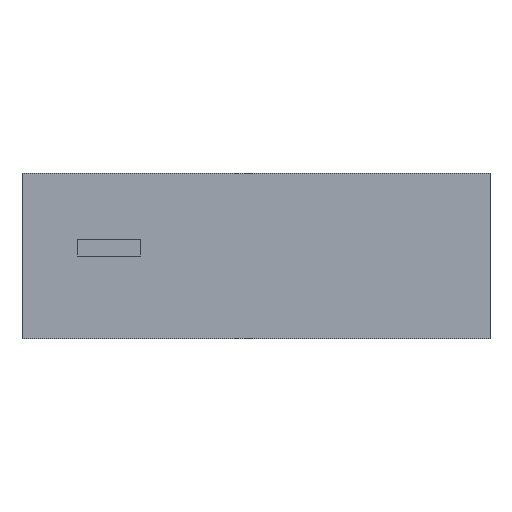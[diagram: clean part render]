
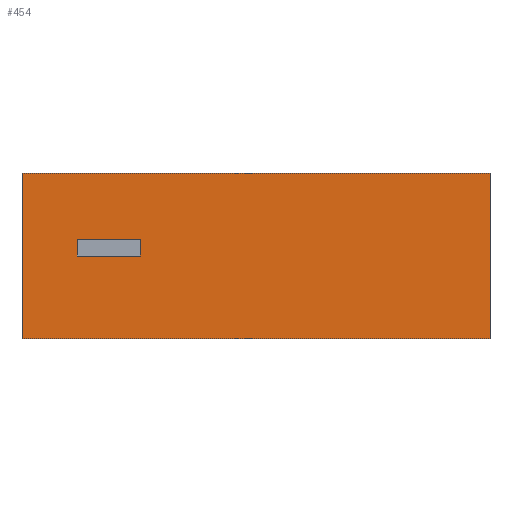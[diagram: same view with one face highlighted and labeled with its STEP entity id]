
A CAD part, left-side view. The second image highlights one B-rep face of the part: STEP entity #454.
In plain terms, the highlighted planar face has unit normal (-1, 0, 0).
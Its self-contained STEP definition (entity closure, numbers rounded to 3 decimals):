
#21=FACE_BOUND('',#68,.T.);
#44=FACE_OUTER_BOUND('',#67,.T.);
#67=EDGE_LOOP('',(#353,#354,#355,#356));
#68=EDGE_LOOP('',(#357,#358,#359,#360));
#78=LINE('',#620,#138);
#86=LINE('',#637,#146);
#121=LINE('',#708,#181);
#122=LINE('',#709,#182);
#123=LINE('',#710,#183);
#124=LINE('',#712,#184);
#125=LINE('',#714,#185);
#126=LINE('',#715,#186);
#138=VECTOR('',#511,10.);
#146=VECTOR('',#523,10.);
#181=VECTOR('',#582,10.);
#182=VECTOR('',#583,10.);
#183=VECTOR('',#584,10.);
#184=VECTOR('',#585,10.);
#185=VECTOR('',#586,10.);
#186=VECTOR('',#587,10.);
#198=VERTEX_POINT('',#617);
#199=VERTEX_POINT('',#619);
#205=VERTEX_POINT('',#634);
#206=VERTEX_POINT('',#636);
#229=VERTEX_POINT('',#706);
#230=VERTEX_POINT('',#707);
#231=VERTEX_POINT('',#711);
#232=VERTEX_POINT('',#713);
#238=EDGE_CURVE('',#198,#199,#78,.T.);
#246=EDGE_CURVE('',#206,#205,#86,.T.);
#281=EDGE_CURVE('',#229,#230,#121,.T.);
#282=EDGE_CURVE('',#199,#229,#122,.T.);
#283=EDGE_CURVE('',#230,#198,#123,.T.);
#284=EDGE_CURVE('',#231,#205,#124,.T.);
#285=EDGE_CURVE('',#232,#231,#125,.T.);
#286=EDGE_CURVE('',#206,#232,#126,.T.);
#353=ORIENTED_EDGE('',*,*,#281,.F.);
#354=ORIENTED_EDGE('',*,*,#282,.F.);
#355=ORIENTED_EDGE('',*,*,#238,.F.);
#356=ORIENTED_EDGE('',*,*,#283,.F.);
#357=ORIENTED_EDGE('',*,*,#284,.F.);
#358=ORIENTED_EDGE('',*,*,#285,.F.);
#359=ORIENTED_EDGE('',*,*,#286,.F.);
#360=ORIENTED_EDGE('',*,*,#246,.T.);
#431=PLANE('',#497);
#454=ADVANCED_FACE('',(#44,#21),#431,.T.);
#497=AXIS2_PLACEMENT_3D('',#705,#580,#581);
#511=DIRECTION('',(0.,0.,-1.));
#523=DIRECTION('',(0.,-1.,0.));
#580=DIRECTION('center_axis',(-1.,0.,0.));
#581=DIRECTION('ref_axis',(0.,1.,0.));
#582=DIRECTION('',(0.,0.,1.));
#583=DIRECTION('',(0.,1.,0.));
#584=DIRECTION('',(0.,-1.,0.));
#585=DIRECTION('',(0.,0.,1.));
#586=DIRECTION('',(0.,-1.,0.));
#587=DIRECTION('',(0.,0.,-1.));
#617=CARTESIAN_POINT('',(0.,-20.,27.5));
#619=CARTESIAN_POINT('',(0.,-20.,-32.5));
#620=CARTESIAN_POINT('',(0.,-20.,27.5));
#634=CARTESIAN_POINT('',(0.,107.,3.5));
#636=CARTESIAN_POINT('',(0.,130.,3.5));
#637=CARTESIAN_POINT('',(0.,59.25,3.5));
#705=CARTESIAN_POINT('Origin',(0.,0.,-2.5));
#706=CARTESIAN_POINT('',(0.,150.,-32.5));
#707=CARTESIAN_POINT('',(0.,150.,27.5));
#708=CARTESIAN_POINT('',(0.,150.,-2.5));
#709=CARTESIAN_POINT('',(0.,-20.,-32.5));
#710=CARTESIAN_POINT('',(0.,150.,27.5));
#711=CARTESIAN_POINT('',(0.,107.,-2.5));
#712=CARTESIAN_POINT('',(0.,107.,-1.25));
#713=CARTESIAN_POINT('',(0.,130.,-2.5));
#714=CARTESIAN_POINT('',(0.,59.25,-2.5));
#715=CARTESIAN_POINT('',(0.,130.,-1.25));
